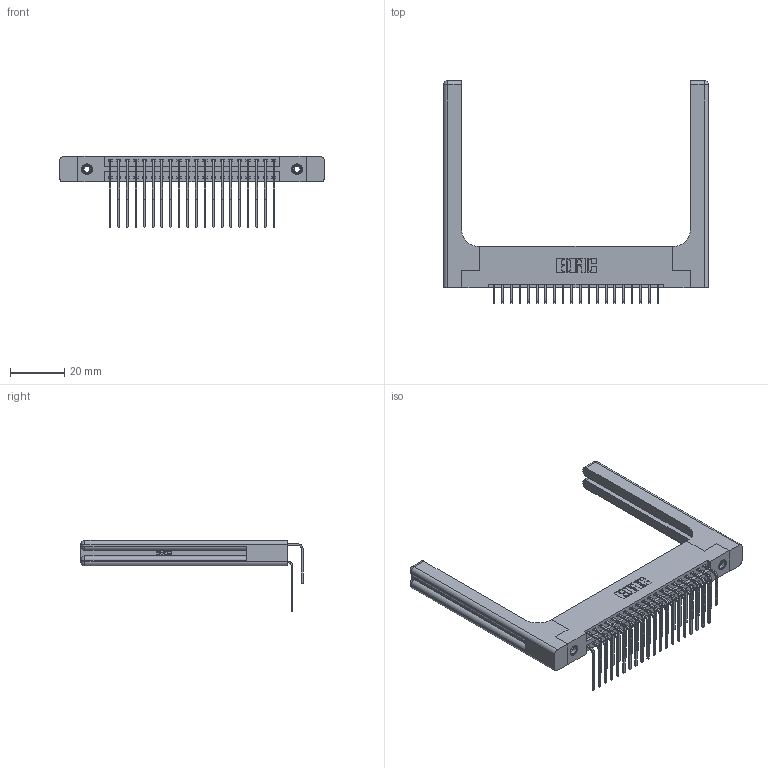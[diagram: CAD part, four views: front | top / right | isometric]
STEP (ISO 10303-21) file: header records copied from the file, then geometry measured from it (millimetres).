
FILE_DESCRIPTION (( 'STEP AP203' ), '1' );
FILE_NAME ('346-040-559-258.STEP', '2022-05-20T03:02:23', ( '' ), ( '' ), 'SwSTEP 2.0', 'SolidWorks 2020', '' );
FILE_SCHEMA (( 'CONFIG_CONTROL_DESIGN' ));
Length unit declared in the file: inch
Products named in the file (6): 346-220-058_345-220-058; 345-292-001_558 559 Tail - 1; 345-250-001_345-250-001-102; 346-040-559-258; 346 Part_Flush Mounting Lugs - 0.156 Dia-TH; 345-292-001_559 Tail - 2
Assembly tree (45 placements, depth 2):
  346-040-559-258
    346 Part_Flush Mounting Lugs - 0.156 Dia-TH
    345-292-001_558 559 Tail - 1  x20
    345-292-001_559 Tail - 2  x20
    345-250-001_345-250-001-102  x2
    346-220-058_345-220-058  x2
Bounding box: 97.56 x 81.85 x 26.16 mm (x, y, z)
Volume: 17049.5 mm3; surface area: 18902.8 mm2
Topology: 45 solids, 45 shells, 2552 faces, 7471 edges, 4906 vertices
Faces by surface type: plane 1718, cylinder 774, bspline 36, cone 12, sphere 8, torus 4
Entity records: 23396 total; most frequent: CARTESIAN_POINT 4950, ORIENTED_EDGE 3628, DIRECTION 3318, EDGE_CURVE 1814, VECTOR 1470, LINE 1470, VERTEX_POINT 1198, AXIS2_PLACEMENT_3D 924
